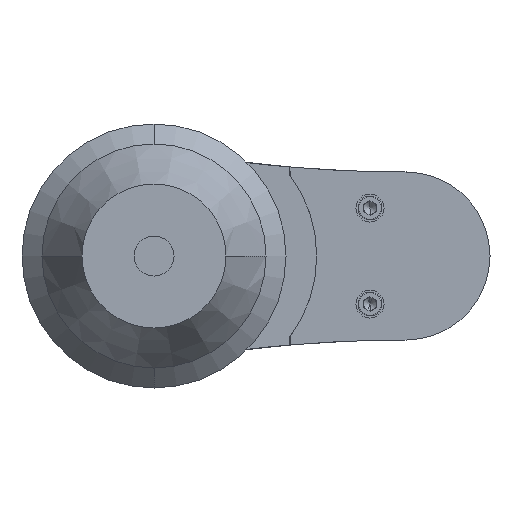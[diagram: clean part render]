
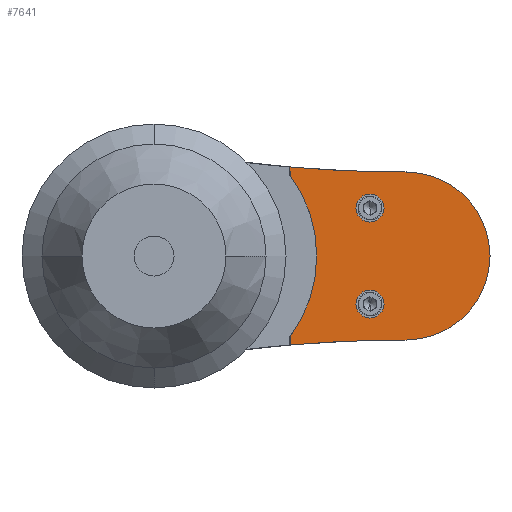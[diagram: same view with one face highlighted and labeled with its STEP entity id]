
A CAD part, left-side view. The second image highlights one B-rep face of the part: STEP entity #7641.
In plain terms, the highlighted planar face has unit normal (-1, 0, 0).
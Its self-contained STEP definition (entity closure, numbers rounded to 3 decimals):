
#9 = DIRECTION ( 'NONE',  ( 0., 0., 1. ) ) ;
#208 = EDGE_LOOP ( 'NONE', ( #6357, #4964, #734, #7001, #7582, #2679 ) ) ;
#237 = CIRCLE ( 'NONE', #2481, 1.75 ) ;
#486 = DIRECTION ( 'NONE',  ( -1., 0., 0. ) ) ;
#511 = LINE ( 'NONE', #7100, #2975 ) ;
#614 = CARTESIAN_POINT ( 'NONE',  ( 113.361, -27., -6. ) ) ;
#664 = CARTESIAN_POINT ( 'NONE',  ( 113.361, -17., -11.121 ) ) ;
#669 = CIRCLE ( 'NONE', #4692, 169.5 ) ;
#734 = ORIENTED_EDGE ( 'NONE', *, *, #4727, .F. ) ;
#743 = EDGE_CURVE ( 'NONE', #7469, #4388, #237, .T. ) ;
#835 = CIRCLE ( 'NONE', #6350, 1.75 ) ;
#916 = EDGE_CURVE ( 'NONE', #2007, #2355, #2090, .T. ) ;
#983 = DIRECTION ( 'NONE',  ( -1., 0., 0. ) ) ;
#1009 = FACE_OUTER_BOUND ( 'NONE', #208, .T. ) ;
#1437 = VERTEX_POINT ( 'NONE', #3745 ) ;
#1564 = FACE_BOUND ( 'NONE', #7140, .T. ) ;
#1644 = CARTESIAN_POINT ( 'NONE',  ( 113.361, -31.5, -10.5 ) ) ;
#1675 = CARTESIAN_POINT ( 'NONE',  ( 113.361, -31.5, -180. ) ) ;
#1728 = DIRECTION ( 'NONE',  ( 0., 0., 1. ) ) ;
#1852 = AXIS2_PLACEMENT_3D ( 'NONE', #2608, #6143, #7316 ) ;
#1981 = CARTESIAN_POINT ( 'NONE',  ( 113.361, -27., -4.25 ) ) ;
#2007 = VERTEX_POINT ( 'NONE', #6395 ) ;
#2090 = CIRCLE ( 'NONE', #1852, 17. ) ;
#2092 = CARTESIAN_POINT ( 'NONE',  ( 113.361, -27., 6. ) ) ;
#2203 = DIRECTION ( 'NONE',  ( 0., 0., -1. ) ) ;
#2219 = VERTEX_POINT ( 'NONE', #1644 ) ;
#2227 = DIRECTION ( 'NONE',  ( 0., 0., 1. ) ) ;
#2355 = VERTEX_POINT ( 'NONE', #3496 ) ;
#2436 = AXIS2_PLACEMENT_3D ( 'NONE', #6953, #4563, #4609 ) ;
#2442 = VERTEX_POINT ( 'NONE', #664 ) ;
#2446 = DIRECTION ( 'NONE',  ( -1., 0., 0. ) ) ;
#2481 = AXIS2_PLACEMENT_3D ( 'NONE', #614, #2446, #4859 ) ;
#2553 = VECTOR ( 'NONE', #9, 1000. ) ;
#2569 = DIRECTION ( 'NONE',  ( 0., 0., -1. ) ) ;
#2608 = CARTESIAN_POINT ( 'NONE',  ( 113.361, -3.339, 0. ) ) ;
#2679 = ORIENTED_EDGE ( 'NONE', *, *, #3463, .F. ) ;
#2792 = AXIS2_PLACEMENT_3D ( 'NONE', #4907, #5949, #2972 ) ;
#2815 = CARTESIAN_POINT ( 'NONE',  ( 113.361, -31.5, 10.5 ) ) ;
#2972 = DIRECTION ( 'NONE',  ( 0., 0., -1. ) ) ;
#2975 = VECTOR ( 'NONE', #1728, 1000. ) ;
#3049 = CARTESIAN_POINT ( 'NONE',  ( 113.361, -27., -7.75 ) ) ;
#3058 = CARTESIAN_POINT ( 'NONE',  ( 113.361, -17., 10.118 ) ) ;
#3087 = ORIENTED_EDGE ( 'NONE', *, *, #5581, .F. ) ;
#3327 = CARTESIAN_POINT ( 'NONE',  ( 113.361, -17., 11.121 ) ) ;
#3463 = EDGE_CURVE ( 'NONE', #2442, #2007, #511, .T. ) ;
#3469 = EDGE_LOOP ( 'NONE', ( #7437, #3087 ) ) ;
#3496 = CARTESIAN_POINT ( 'NONE',  ( 113.361, -17., 10.118 ) ) ;
#3745 = CARTESIAN_POINT ( 'NONE',  ( 113.361, -27., 4.25 ) ) ;
#3795 = VERTEX_POINT ( 'NONE', #2815 ) ;
#3828 = CIRCLE ( 'NONE', #2436, 169.5 ) ;
#3829 = AXIS2_PLACEMENT_3D ( 'NONE', #1675, #5183, #2227 ) ;
#3874 = DIRECTION ( 'NONE',  ( -1., 0., 0. ) ) ;
#3910 = DIRECTION ( 'NONE',  ( 1., 0., 0. ) ) ;
#3946 = DIRECTION ( 'NONE',  ( 0., 0., -1. ) ) ;
#3964 = FACE_BOUND ( 'NONE', #3469, .T. ) ;
#3987 = CARTESIAN_POINT ( 'NONE',  ( 113.361, -31.5, 0. ) ) ;
#4299 = EDGE_CURVE ( 'NONE', #1437, #7378, #5079, .T. ) ;
#4388 = VERTEX_POINT ( 'NONE', #1981 ) ;
#4547 = ORIENTED_EDGE ( 'NONE', *, *, #4299, .F. ) ;
#4563 = DIRECTION ( 'NONE',  ( -1., 0., 0. ) ) ;
#4609 = DIRECTION ( 'NONE',  ( 0., 0., -1. ) ) ;
#4623 = ORIENTED_EDGE ( 'NONE', *, *, #7456, .F. ) ;
#4692 = AXIS2_PLACEMENT_3D ( 'NONE', #5804, #983, #5770 ) ;
#4727 = EDGE_CURVE ( 'NONE', #7249, #3795, #3828, .T. ) ;
#4826 = EDGE_CURVE ( 'NONE', #2219, #2442, #669, .T. ) ;
#4859 = DIRECTION ( 'NONE',  ( 0., 0., -1. ) ) ;
#4907 = CARTESIAN_POINT ( 'NONE',  ( 113.361, -27., 6. ) ) ;
#4964 = ORIENTED_EDGE ( 'NONE', *, *, #6604, .F. ) ;
#5079 = CIRCLE ( 'NONE', #7196, 1.75 ) ;
#5183 = DIRECTION ( 'NONE',  ( 1., 0., 0. ) ) ;
#5581 = EDGE_CURVE ( 'NONE', #4388, #7469, #835, .T. ) ;
#5770 = DIRECTION ( 'NONE',  ( 0., 0., 1. ) ) ;
#5794 = PLANE ( 'NONE',  #3829 ) ;
#5799 = CIRCLE ( 'NONE', #7315, 10.5 ) ;
#5804 = CARTESIAN_POINT ( 'NONE',  ( 113.361, -31.5, -180. ) ) ;
#5949 = DIRECTION ( 'NONE',  ( -1., 0., 0. ) ) ;
#6143 = DIRECTION ( 'NONE',  ( -1., 0., 0. ) ) ;
#6350 = AXIS2_PLACEMENT_3D ( 'NONE', #6413, #486, #2203 ) ;
#6357 = ORIENTED_EDGE ( 'NONE', *, *, #4826, .F. ) ;
#6395 = CARTESIAN_POINT ( 'NONE',  ( 113.361, -17., -10.118 ) ) ;
#6413 = CARTESIAN_POINT ( 'NONE',  ( 113.361, -27., -6. ) ) ;
#6604 = EDGE_CURVE ( 'NONE', #3795, #2219, #5799, .T. ) ;
#6754 = LINE ( 'NONE', #3058, #2553 ) ;
#6953 = CARTESIAN_POINT ( 'NONE',  ( 113.361, -31.5, 180. ) ) ;
#7001 = ORIENTED_EDGE ( 'NONE', *, *, #7106, .F. ) ;
#7051 = CIRCLE ( 'NONE', #2792, 1.75 ) ;
#7100 = CARTESIAN_POINT ( 'NONE',  ( 113.361, -17., -11.121 ) ) ;
#7106 = EDGE_CURVE ( 'NONE', #2355, #7249, #6754, .T. ) ;
#7140 = EDGE_LOOP ( 'NONE', ( #4547, #4623 ) ) ;
#7196 = AXIS2_PLACEMENT_3D ( 'NONE', #2092, #3874, #2569 ) ;
#7249 = VERTEX_POINT ( 'NONE', #3327 ) ;
#7315 = AXIS2_PLACEMENT_3D ( 'NONE', #3987, #3910, #3946 ) ;
#7316 = DIRECTION ( 'NONE',  ( 0., 0., -1. ) ) ;
#7378 = VERTEX_POINT ( 'NONE', #7637 ) ;
#7437 = ORIENTED_EDGE ( 'NONE', *, *, #743, .F. ) ;
#7456 = EDGE_CURVE ( 'NONE', #7378, #1437, #7051, .T. ) ;
#7469 = VERTEX_POINT ( 'NONE', #3049 ) ;
#7582 = ORIENTED_EDGE ( 'NONE', *, *, #916, .F. ) ;
#7637 = CARTESIAN_POINT ( 'NONE',  ( 113.361, -27., 7.75 ) ) ;
#7641 = ADVANCED_FACE ( 'NONE', ( #1564, #3964, #1009 ), #5794, .F. ) ;
